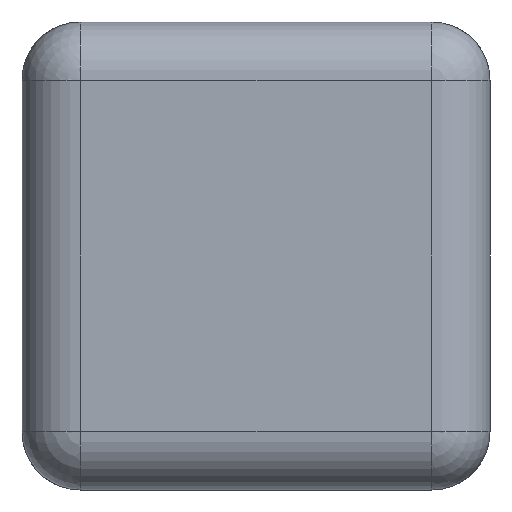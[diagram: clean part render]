
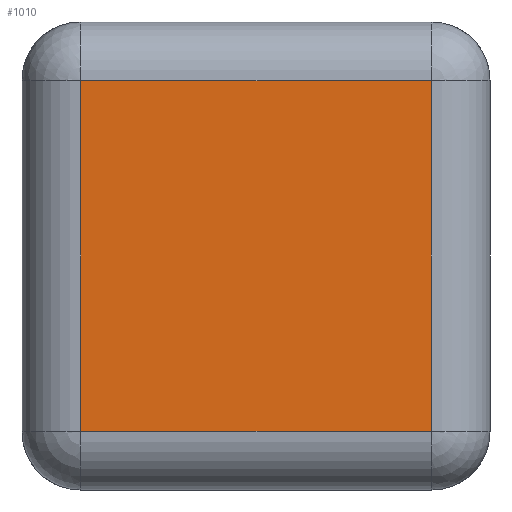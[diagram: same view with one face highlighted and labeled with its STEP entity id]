
A CAD part, left-side view. The second image highlights one B-rep face of the part: STEP entity #1010.
In plain terms, the highlighted planar face has unit normal (-1, 0, 0).
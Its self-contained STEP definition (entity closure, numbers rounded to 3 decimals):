
#44=PLANE('',#1106);
#70=LINE('',#2384,#110);
#71=LINE('',#2386,#111);
#72=LINE('',#2388,#112);
#73=LINE('',#2390,#113);
#110=VECTOR('',#1273,1.);
#111=VECTOR('',#1276,1.);
#112=VECTOR('',#1279,1.);
#113=VECTOR('',#1282,1.);
#169=FACE_OUTER_BOUND('',#231,.T.);
#231=EDGE_LOOP('',(#774,#775,#776,#777));
#408=VERTEX_POINT('',#2356);
#411=VERTEX_POINT('',#2368);
#412=VERTEX_POINT('',#2374);
#413=VERTEX_POINT('',#2380);
#534=EDGE_CURVE('',#413,#412,#70,.T.);
#535=EDGE_CURVE('',#411,#408,#71,.T.);
#536=EDGE_CURVE('',#408,#413,#72,.T.);
#537=EDGE_CURVE('',#411,#412,#73,.T.);
#774=ORIENTED_EDGE('',*,*,#536,.T.);
#775=ORIENTED_EDGE('',*,*,#534,.T.);
#776=ORIENTED_EDGE('',*,*,#537,.F.);
#777=ORIENTED_EDGE('',*,*,#535,.T.);
#1010=ADVANCED_FACE('',(#169),#44,.F.);
#1106=AXIS2_PLACEMENT_3D('',#2391,#1283,#1284);
#1273=DIRECTION('',(0.,0.,1.));
#1276=DIRECTION('',(0.,0.,-1.));
#1279=DIRECTION('',(0.,-1.,0.));
#1282=DIRECTION('',(0.,-1.,0.));
#1283=DIRECTION('center_axis',(1.,0.,0.));
#1284=DIRECTION('ref_axis',(0.,0.,1.));
#2356=CARTESIAN_POINT('',(-0.8,0.3,0.1));
#2368=CARTESIAN_POINT('',(-0.8,0.3,0.7));
#2374=CARTESIAN_POINT('',(-0.8,-0.3,0.7));
#2380=CARTESIAN_POINT('',(-0.8,-0.3,0.1));
#2384=CARTESIAN_POINT('',(-0.8,-0.3,0.7));
#2386=CARTESIAN_POINT('',(-0.8,0.3,0.1));
#2388=CARTESIAN_POINT('',(-0.8,0.4,0.1));
#2390=CARTESIAN_POINT('',(-0.8,0.4,0.7));
#2391=CARTESIAN_POINT('Origin',(-0.8,0.4,0.7));
